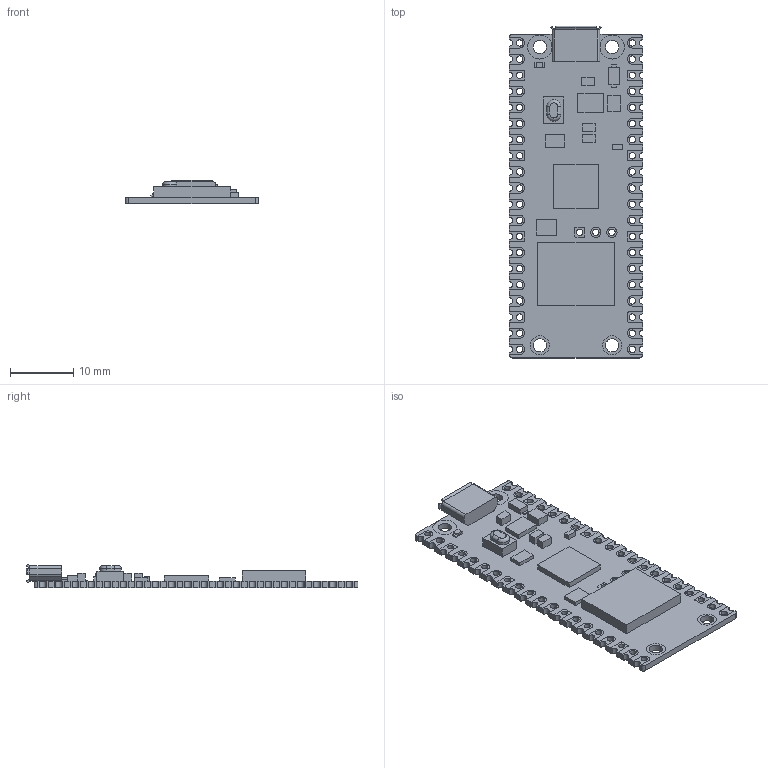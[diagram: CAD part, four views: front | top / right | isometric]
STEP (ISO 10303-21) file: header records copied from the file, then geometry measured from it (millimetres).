
FILE_DESCRIPTION(('FreeCAD Model'),'2;1');
FILE_NAME('Open CASCADE Shape Model','2025-05-08T09:28:57',( 'Peter S. Hollander'),('https://gitlab.com/recursivenomad/'), 'Open CASCADE STEP processor 7.6','FreeCAD','Unknown');
FILE_SCHEMA(('AUTOMOTIVE_DESIGN { 1 0 10303 214 1 1 1 1 }'));
Length unit declared in the file: millimetre
Products named in the file (2): RaspberryPi_Pico_W_KiCad; RaspberryPi_Pico_W_Module_KiCad
Assembly tree (1 placements, depth 2):
  RaspberryPi_Pico_W_KiCad
    RaspberryPi_Pico_W_Module_KiCad
Bounding box: 21 x 52.3 x 3.7 mm (x, y, z)
Volume: 1353.3 mm3; surface area: 2721.6 mm2
Topology: 1 solids, 1 shells, 471 faces, 1411 edges, 980 vertices
Faces by surface type: plane 350, cylinder 119, torus 2
Full cylindrical faces by diameter (mm): 1 x43, 2.1 x4
Entity records: 19614 total; most frequent: CARTESIAN_POINT 2864, ORIENTED_EDGE 2822, DIRECTION 2745, EDGE_CURVE 1411, LINE 1023, VECTOR 1023, VERTEX_POINT 980, AXIS2_PLACEMENT_3D 861
